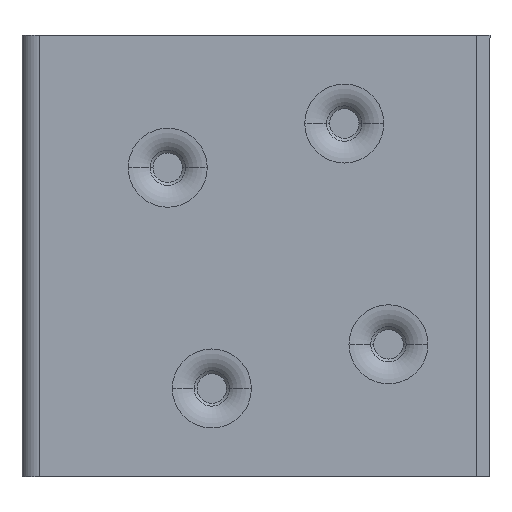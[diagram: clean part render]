
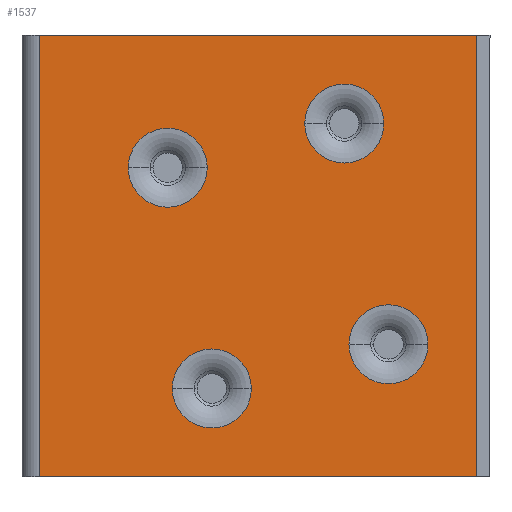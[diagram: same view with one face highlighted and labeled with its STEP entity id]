
A CAD part, left-side view. The second image highlights one B-rep face of the part: STEP entity #1537.
In plain terms, the highlighted planar face has unit normal (-1, 0, 0).
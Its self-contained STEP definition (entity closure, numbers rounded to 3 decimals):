
#23 = VERTEX_POINT ( 'NONE', #976 ) ;
#36 = DIRECTION ( 'NONE',  ( 0., 0., -1. ) ) ;
#53 = CARTESIAN_POINT ( 'NONE',  ( 106.796, 97.544, 138.89 ) ) ;
#85 = CARTESIAN_POINT ( 'NONE',  ( 106.796, 196.544, 138.89 ) ) ;
#123 = VERTEX_POINT ( 'NONE', #2008 ) ;
#126 = DIRECTION ( 'NONE',  ( 1., 0., 0. ) ) ;
#143 = VECTOR ( 'NONE', #246, 1000. ) ;
#192 = DIRECTION ( 'NONE',  ( 1., 0., 0. ) ) ;
#227 = CARTESIAN_POINT ( 'NONE',  ( 106.796, 197.544, 138.89 ) ) ;
#240 = ORIENTED_EDGE ( 'NONE', *, *, #2108, .F. ) ;
#246 = DIRECTION ( 'NONE',  ( 0., -1., 0. ) ) ;
#278 = VECTOR ( 'NONE', #36, 1000. ) ;
#285 = AXIS2_PLACEMENT_3D ( 'NONE', #634, #2330, #878 ) ;
#311 = PLANE ( 'NONE',  #2789 ) ;
#341 = DIRECTION ( 'NONE',  ( 0., 1., 0. ) ) ;
#382 = CARTESIAN_POINT ( 'NONE',  ( 106.796, 158.595, 208.89 ) ) ;
#391 = AXIS2_PLACEMENT_3D ( 'NONE', #2783, #126, #1824 ) ;
#395 = VECTOR ( 'NONE', #1638, 1000. ) ;
#396 = VERTEX_POINT ( 'NONE', #2005 ) ;
#422 = ORIENTED_EDGE ( 'NONE', *, *, #2679, .F. ) ;
#430 = VERTEX_POINT ( 'NONE', #3002 ) ;
#498 = AXIS2_PLACEMENT_3D ( 'NONE', #2003, #2248, #2964 ) ;
#546 = DIRECTION ( 'NONE',  ( 0., 1., 0. ) ) ;
#630 = ORIENTED_EDGE ( 'NONE', *, *, #2548, .F. ) ;
#634 = CARTESIAN_POINT ( 'NONE',  ( 106.796, 157.544, 158.89 ) ) ;
#647 = CARTESIAN_POINT ( 'NONE',  ( 106.796, 127.544, 218.89 ) ) ;
#651 = DIRECTION ( 'NONE',  ( 1., 0., 0. ) ) ;
#715 = DIRECTION ( 'NONE',  ( 0., 1., 0. ) ) ;
#742 = CARTESIAN_POINT ( 'NONE',  ( 106.796, 167.544, 208.89 ) ) ;
#787 = DIRECTION ( 'NONE',  ( 0., 1., 0. ) ) ;
#793 = AXIS2_PLACEMENT_3D ( 'NONE', #2224, #2966, #787 ) ;
#799 = EDGE_CURVE ( 'NONE', #1201, #2917, #1756, .T. ) ;
#878 = DIRECTION ( 'NONE',  ( 0., 1., 0. ) ) ;
#923 = LINE ( 'NONE', #1917, #143 ) ;
#932 = FACE_BOUND ( 'NONE', #2273, .T. ) ;
#976 = CARTESIAN_POINT ( 'NONE',  ( 106.796, 196.544, 238.89 ) ) ;
#1024 = DIRECTION ( 'NONE',  ( 1., 0., 0. ) ) ;
#1047 = DIRECTION ( 'NONE',  ( 0., 0., -1. ) ) ;
#1058 = CIRCLE ( 'NONE', #793, 8.949 ) ;
#1075 = CARTESIAN_POINT ( 'NONE',  ( 106.796, 176.494, 208.89 ) ) ;
#1082 = EDGE_LOOP ( 'NONE', ( #2929, #1796 ) ) ;
#1153 = CARTESIAN_POINT ( 'NONE',  ( 106.796, 136.494, 218.89 ) ) ;
#1195 = ORIENTED_EDGE ( 'NONE', *, *, #799, .T. ) ;
#1201 = VERTEX_POINT ( 'NONE', #382 ) ;
#1225 = CIRCLE ( 'NONE', #285, 8.949 ) ;
#1228 = VERTEX_POINT ( 'NONE', #1615 ) ;
#1263 = EDGE_CURVE ( 'NONE', #1290, #2576, #1905, .T. ) ;
#1290 = VERTEX_POINT ( 'NONE', #1887 ) ;
#1305 = AXIS2_PLACEMENT_3D ( 'NONE', #2320, #651, #2351 ) ;
#1423 = FACE_BOUND ( 'NONE', #3120, .T. ) ;
#1440 = LINE ( 'NONE', #227, #395 ) ;
#1462 = CARTESIAN_POINT ( 'NONE',  ( 106.796, 97.544, 238.89 ) ) ;
#1473 = CIRCLE ( 'NONE', #2974, 8.949 ) ;
#1476 = CARTESIAN_POINT ( 'NONE',  ( 106.796, 196.544, 138.89 ) ) ;
#1505 = VERTEX_POINT ( 'NONE', #53 ) ;
#1537 = ADVANCED_FACE ( 'NONE', ( #2881, #932, #1423, #1916, #2761 ), #311, .T. ) ;
#1578 = EDGE_CURVE ( 'NONE', #396, #430, #1992, .T. ) ;
#1615 = CARTESIAN_POINT ( 'NONE',  ( 106.796, 108.595, 168.89 ) ) ;
#1638 = DIRECTION ( 'NONE',  ( 0., 1., 0. ) ) ;
#1692 = ORIENTED_EDGE ( 'NONE', *, *, #2834, .T. ) ;
#1709 = VERTEX_POINT ( 'NONE', #2562 ) ;
#1715 = EDGE_CURVE ( 'NONE', #2917, #1201, #1720, .T. ) ;
#1720 = CIRCLE ( 'NONE', #391, 8.949 ) ;
#1748 = AXIS2_PLACEMENT_3D ( 'NONE', #742, #2148, #715 ) ;
#1756 = CIRCLE ( 'NONE', #1748, 8.949 ) ;
#1796 = ORIENTED_EDGE ( 'NONE', *, *, #1263, .T. ) ;
#1824 = DIRECTION ( 'NONE',  ( 0., 1., 0. ) ) ;
#1864 = ORIENTED_EDGE ( 'NONE', *, *, #1578, .T. ) ;
#1869 = DIRECTION ( 'NONE',  ( 0., 1., 0. ) ) ;
#1884 = ORIENTED_EDGE ( 'NONE', *, *, #1936, .T. ) ;
#1887 = CARTESIAN_POINT ( 'NONE',  ( 106.796, 118.595, 218.89 ) ) ;
#1894 = LINE ( 'NONE', #1462, #278 ) ;
#1905 = CIRCLE ( 'NONE', #2144, 8.949 ) ;
#1916 = FACE_BOUND ( 'NONE', #1082, .T. ) ;
#1917 = CARTESIAN_POINT ( 'NONE',  ( 106.796, 197.544, 238.89 ) ) ;
#1936 = EDGE_CURVE ( 'NONE', #430, #396, #1225, .T. ) ;
#1955 = EDGE_CURVE ( 'NONE', #123, #1228, #1987, .T. ) ;
#1987 = CIRCLE ( 'NONE', #1305, 8.949 ) ;
#1992 = CIRCLE ( 'NONE', #498, 8.949 ) ;
#2003 = CARTESIAN_POINT ( 'NONE',  ( 106.796, 157.544, 158.89 ) ) ;
#2005 = CARTESIAN_POINT ( 'NONE',  ( 106.796, 166.494, 158.89 ) ) ;
#2008 = CARTESIAN_POINT ( 'NONE',  ( 106.796, 126.494, 168.89 ) ) ;
#2108 = EDGE_CURVE ( 'NONE', #23, #1709, #923, .T. ) ;
#2144 = AXIS2_PLACEMENT_3D ( 'NONE', #647, #192, #1869 ) ;
#2148 = DIRECTION ( 'NONE',  ( 1., 0., 0. ) ) ;
#2194 = VERTEX_POINT ( 'NONE', #1476 ) ;
#2213 = ORIENTED_EDGE ( 'NONE', *, *, #1715, .T. ) ;
#2224 = CARTESIAN_POINT ( 'NONE',  ( 106.796, 117.544, 168.89 ) ) ;
#2231 = DIRECTION ( 'NONE',  ( -1., 0., 0. ) ) ;
#2248 = DIRECTION ( 'NONE',  ( 1., 0., 0. ) ) ;
#2273 = EDGE_LOOP ( 'NONE', ( #1864, #1884 ) ) ;
#2320 = CARTESIAN_POINT ( 'NONE',  ( 106.796, 117.544, 168.89 ) ) ;
#2330 = DIRECTION ( 'NONE',  ( 1., 0., 0. ) ) ;
#2351 = DIRECTION ( 'NONE',  ( 0., 1., 0. ) ) ;
#2419 = EDGE_LOOP ( 'NONE', ( #2213, #1195 ) ) ;
#2440 = VECTOR ( 'NONE', #1047, 1000. ) ;
#2531 = CARTESIAN_POINT ( 'NONE',  ( 106.796, 127.544, 218.89 ) ) ;
#2548 = EDGE_CURVE ( 'NONE', #1505, #2194, #1440, .T. ) ;
#2562 = CARTESIAN_POINT ( 'NONE',  ( 106.796, 97.544, 238.89 ) ) ;
#2576 = VERTEX_POINT ( 'NONE', #1153 ) ;
#2611 = ORIENTED_EDGE ( 'NONE', *, *, #2969, .T. ) ;
#2679 = EDGE_CURVE ( 'NONE', #1709, #1505, #1894, .T. ) ;
#2759 = CARTESIAN_POINT ( 'NONE',  ( 106.796, 197.544, 138.89 ) ) ;
#2761 = FACE_OUTER_BOUND ( 'NONE', #3012, .T. ) ;
#2782 = LINE ( 'NONE', #85, #2440 ) ;
#2783 = CARTESIAN_POINT ( 'NONE',  ( 106.796, 167.544, 208.89 ) ) ;
#2789 = AXIS2_PLACEMENT_3D ( 'NONE', #2759, #2231, #341 ) ;
#2834 = EDGE_CURVE ( 'NONE', #1228, #123, #1058, .T. ) ;
#2881 = FACE_BOUND ( 'NONE', #2419, .T. ) ;
#2917 = VERTEX_POINT ( 'NONE', #1075 ) ;
#2929 = ORIENTED_EDGE ( 'NONE', *, *, #2932, .T. ) ;
#2932 = EDGE_CURVE ( 'NONE', #2576, #1290, #1473, .T. ) ;
#2964 = DIRECTION ( 'NONE',  ( 0., 1., 0. ) ) ;
#2966 = DIRECTION ( 'NONE',  ( 1., 0., 0. ) ) ;
#2969 = EDGE_CURVE ( 'NONE', #23, #2194, #2782, .T. ) ;
#2974 = AXIS2_PLACEMENT_3D ( 'NONE', #2531, #1024, #546 ) ;
#3002 = CARTESIAN_POINT ( 'NONE',  ( 106.796, 148.595, 158.89 ) ) ;
#3012 = EDGE_LOOP ( 'NONE', ( #240, #2611, #630, #422 ) ) ;
#3061 = ORIENTED_EDGE ( 'NONE', *, *, #1955, .T. ) ;
#3120 = EDGE_LOOP ( 'NONE', ( #3061, #1692 ) ) ;
